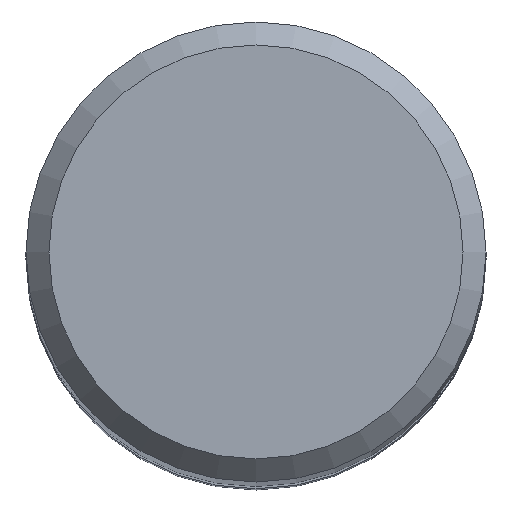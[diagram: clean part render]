
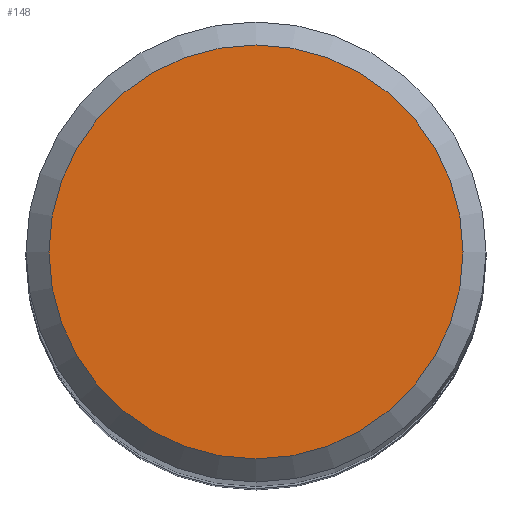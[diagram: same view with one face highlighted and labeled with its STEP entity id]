
A CAD part, top view. The second image highlights one B-rep face of the part: STEP entity #148.
In plain terms, the highlighted free-form (B-spline) face has degree [1, 1] with [2, 2] control points.
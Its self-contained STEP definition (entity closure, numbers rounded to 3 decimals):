
#114 = VERTEX_POINT('', #115);
#115 = CARTESIAN_POINT('', (-3.6, 0., 0.));
#121 = EDGE_CURVE('', #114, #114, #122, .T.);
#122 = CIRCLE('', #123, 3.6);
#123 = AXIS2_PLACEMENT_3D('', #124, #125, #126);
#124 = CARTESIAN_POINT('', (0., 0., 0.));
#125 = DIRECTION('', (0., 0., -1.));
#126 = DIRECTION('', (-1., 0., 0.));
#148 = ADVANCED_FACE('', (#149), #152, .T.);
#149 = FACE_OUTER_BOUND('', #150, .T.);
#150 = EDGE_LOOP('', (#151));
#151 = ORIENTED_EDGE('', *, *, #121, .F.);
#152 = B_SPLINE_SURFACE_WITH_KNOTS('', 1, 1, ((#153, #154), (#155, #156)), .UNSPECIFIED., .F., .F., .U., (2, 2), (2, 2), (0.045, 0.955), (0.045, 0.955), .UNSPECIFIED.);
#153 = CARTESIAN_POINT('', (3.6, -3.6, 0.));
#154 = CARTESIAN_POINT('', (-3.6, -3.6, 0.));
#155 = CARTESIAN_POINT('', (3.6, 3.6, 0.));
#156 = CARTESIAN_POINT('', (-3.6, 3.6, 0.));
